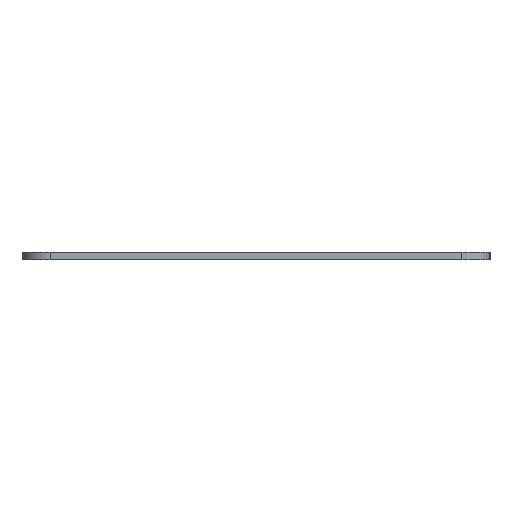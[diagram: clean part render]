
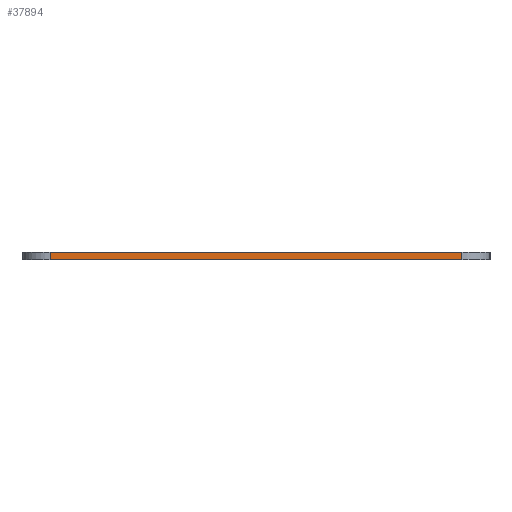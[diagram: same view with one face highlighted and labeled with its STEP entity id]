
A CAD part, left-side view. The second image highlights one B-rep face of the part: STEP entity #37894.
In plain terms, the highlighted planar face has unit normal (-1, 0, 0).
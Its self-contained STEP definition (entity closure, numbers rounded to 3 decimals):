
#83 = PLANE('',#84);
#84 = AXIS2_PLACEMENT_3D('',#85,#86,#87);
#85 = CARTESIAN_POINT('',(220.437,-135.103,1.6));
#86 = DIRECTION('',(0.,0.,1.));
#87 = DIRECTION('',(1.,0.,-0.));
#137 = PLANE('',#138);
#138 = AXIS2_PLACEMENT_3D('',#139,#140,#141);
#139 = CARTESIAN_POINT('',(220.437,-135.103,0.));
#140 = DIRECTION('',(0.,0.,1.));
#141 = DIRECTION('',(1.,0.,-0.));
#270 = CYLINDRICAL_SURFACE('',#271,5.994);
#271 = AXIS2_PLACEMENT_3D('',#272,#273,#274);
#272 = CARTESIAN_POINT('',(53.569,-91.364,0.));
#273 = DIRECTION('',(-0.,-0.,-1.));
#274 = DIRECTION('',(1.,0.,-0.));
#309 = VERTEX_POINT('',#310);
#310 = CARTESIAN_POINT('',(47.574,-91.364,0.));
#332 = EDGE_CURVE('',#309,#333,#335,.T.);
#333 = VERTEX_POINT('',#334);
#334 = CARTESIAN_POINT('',(47.574,-178.841,0.));
#335 = SURFACE_CURVE('',#336,(#340,#347),.PCURVE_S1.);
#336 = LINE('',#337,#338);
#337 = CARTESIAN_POINT('',(47.574,-91.364,0.));
#338 = VECTOR('',#339,1.);
#339 = DIRECTION('',(0.,-1.,0.));
#340 = PCURVE('',#137,#341);
#341 = DEFINITIONAL_REPRESENTATION('',(#342),#346);
#342 = LINE('',#343,#344);
#343 = CARTESIAN_POINT('',(-172.863,43.739));
#344 = VECTOR('',#345,1.);
#345 = DIRECTION('',(0.,-1.));
#346 = ( GEOMETRIC_REPRESENTATION_CONTEXT(2) 
PARAMETRIC_REPRESENTATION_CONTEXT() REPRESENTATION_CONTEXT('2D SPACE',''
  ) );
#347 = PCURVE('',#348,#353);
#348 = PLANE('',#349);
#349 = AXIS2_PLACEMENT_3D('',#350,#351,#352);
#350 = CARTESIAN_POINT('',(47.574,-91.364,0.));
#351 = DIRECTION('',(1.,0.,0.));
#352 = DIRECTION('',(0.,-1.,0.));
#353 = DEFINITIONAL_REPRESENTATION('',(#354),#358);
#354 = LINE('',#355,#356);
#355 = CARTESIAN_POINT('',(0.,0.));
#356 = VECTOR('',#357,1.);
#357 = DIRECTION('',(1.,0.));
#358 = ( GEOMETRIC_REPRESENTATION_CONTEXT(2) 
PARAMETRIC_REPRESENTATION_CONTEXT() REPRESENTATION_CONTEXT('2D SPACE',''
  ) );
#377 = CYLINDRICAL_SURFACE('',#378,5.994);
#378 = AXIS2_PLACEMENT_3D('',#379,#380,#381);
#379 = CARTESIAN_POINT('',(53.569,-178.841,0.));
#380 = DIRECTION('',(-0.,-0.,-1.));
#381 = DIRECTION('',(1.,0.,-0.));
#20717 = VERTEX_POINT('',#20718);
#20718 = CARTESIAN_POINT('',(47.574,-91.364,1.6));
#20740 = EDGE_CURVE('',#20717,#20741,#20743,.T.);
#20741 = VERTEX_POINT('',#20742);
#20742 = CARTESIAN_POINT('',(47.574,-178.841,1.6));
#20743 = SURFACE_CURVE('',#20744,(#20748,#20755),.PCURVE_S1.);
#20744 = LINE('',#20745,#20746);
#20745 = CARTESIAN_POINT('',(47.574,-91.364,1.6));
#20746 = VECTOR('',#20747,1.);
#20747 = DIRECTION('',(0.,-1.,0.));
#20748 = PCURVE('',#83,#20749);
#20749 = DEFINITIONAL_REPRESENTATION('',(#20750),#20754);
#20750 = LINE('',#20751,#20752);
#20751 = CARTESIAN_POINT('',(-172.863,43.739));
#20752 = VECTOR('',#20753,1.);
#20753 = DIRECTION('',(0.,-1.));
#20754 = ( GEOMETRIC_REPRESENTATION_CONTEXT(2) 
PARAMETRIC_REPRESENTATION_CONTEXT() REPRESENTATION_CONTEXT('2D SPACE',''
  ) );
#20755 = PCURVE('',#348,#20756);
#20756 = DEFINITIONAL_REPRESENTATION('',(#20757),#20761);
#20757 = LINE('',#20758,#20759);
#20758 = CARTESIAN_POINT('',(0.,-1.6));
#20759 = VECTOR('',#20760,1.);
#20760 = DIRECTION('',(1.,0.));
#20761 = ( GEOMETRIC_REPRESENTATION_CONTEXT(2) 
PARAMETRIC_REPRESENTATION_CONTEXT() REPRESENTATION_CONTEXT('2D SPACE',''
  ) );
#37846 = EDGE_CURVE('',#309,#20717,#37847,.T.);
#37847 = SURFACE_CURVE('',#37848,(#37852,#37859),.PCURVE_S1.);
#37848 = LINE('',#37849,#37850);
#37849 = CARTESIAN_POINT('',(47.574,-91.364,0.));
#37850 = VECTOR('',#37851,1.);
#37851 = DIRECTION('',(0.,0.,1.));
#37852 = PCURVE('',#270,#37853);
#37853 = DEFINITIONAL_REPRESENTATION('',(#37854),#37858);
#37854 = LINE('',#37855,#37856);
#37855 = CARTESIAN_POINT('',(-3.142,0.));
#37856 = VECTOR('',#37857,1.);
#37857 = DIRECTION('',(-0.,-1.));
#37858 = ( GEOMETRIC_REPRESENTATION_CONTEXT(2) 
PARAMETRIC_REPRESENTATION_CONTEXT() REPRESENTATION_CONTEXT('2D SPACE',''
  ) );
#37859 = PCURVE('',#348,#37860);
#37860 = DEFINITIONAL_REPRESENTATION('',(#37861),#37865);
#37861 = LINE('',#37862,#37863);
#37862 = CARTESIAN_POINT('',(0.,0.));
#37863 = VECTOR('',#37864,1.);
#37864 = DIRECTION('',(0.,-1.));
#37865 = ( GEOMETRIC_REPRESENTATION_CONTEXT(2) 
PARAMETRIC_REPRESENTATION_CONTEXT() REPRESENTATION_CONTEXT('2D SPACE',''
  ) );
#37894 = ADVANCED_FACE('',(#37895),#348,.F.);
#37895 = FACE_BOUND('',#37896,.F.);
#37896 = EDGE_LOOP('',(#37897,#37898,#37899,#37920));
#37897 = ORIENTED_EDGE('',*,*,#37846,.T.);
#37898 = ORIENTED_EDGE('',*,*,#20740,.T.);
#37899 = ORIENTED_EDGE('',*,*,#37900,.F.);
#37900 = EDGE_CURVE('',#333,#20741,#37901,.T.);
#37901 = SURFACE_CURVE('',#37902,(#37906,#37913),.PCURVE_S1.);
#37902 = LINE('',#37903,#37904);
#37903 = CARTESIAN_POINT('',(47.574,-178.841,0.));
#37904 = VECTOR('',#37905,1.);
#37905 = DIRECTION('',(0.,0.,1.));
#37906 = PCURVE('',#348,#37907);
#37907 = DEFINITIONAL_REPRESENTATION('',(#37908),#37912);
#37908 = LINE('',#37909,#37910);
#37909 = CARTESIAN_POINT('',(87.478,0.));
#37910 = VECTOR('',#37911,1.);
#37911 = DIRECTION('',(0.,-1.));
#37912 = ( GEOMETRIC_REPRESENTATION_CONTEXT(2) 
PARAMETRIC_REPRESENTATION_CONTEXT() REPRESENTATION_CONTEXT('2D SPACE',''
  ) );
#37913 = PCURVE('',#377,#37914);
#37914 = DEFINITIONAL_REPRESENTATION('',(#37915),#37919);
#37915 = LINE('',#37916,#37917);
#37916 = CARTESIAN_POINT('',(-3.142,0.));
#37917 = VECTOR('',#37918,1.);
#37918 = DIRECTION('',(-0.,-1.));
#37919 = ( GEOMETRIC_REPRESENTATION_CONTEXT(2) 
PARAMETRIC_REPRESENTATION_CONTEXT() REPRESENTATION_CONTEXT('2D SPACE',''
  ) );
#37920 = ORIENTED_EDGE('',*,*,#332,.F.);
